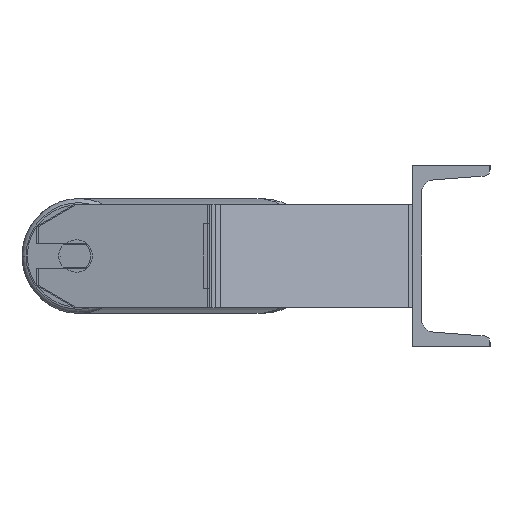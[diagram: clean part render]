
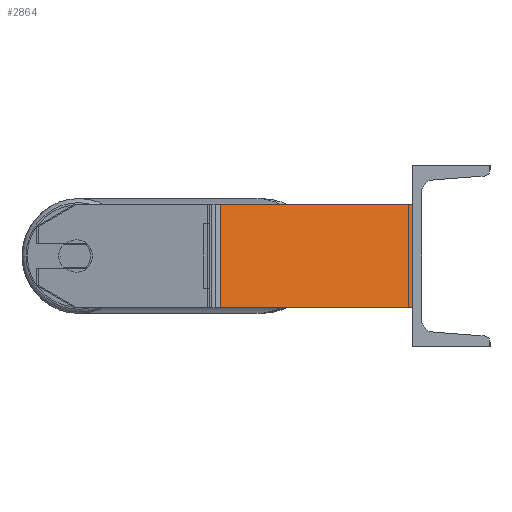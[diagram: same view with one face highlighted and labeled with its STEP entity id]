
A CAD part, left-side view. The second image highlights one B-rep face of the part: STEP entity #2864.
In plain terms, the highlighted planar face has unit normal (-0.906, -0.423, 0).
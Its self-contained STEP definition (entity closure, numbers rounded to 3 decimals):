
#231 = PLANE ( 'NONE',  #2322 ) ;
#852 = VERTEX_POINT ( 'NONE', #1049 ) ;
#1049 = CARTESIAN_POINT ( 'NONE',  ( -1254.42, 148.872, -40. ) ) ;
#1082 = LINE ( 'NONE', #8194, #1585 ) ;
#1174 = VERTEX_POINT ( 'NONE', #7935 ) ;
#1560 = FACE_OUTER_BOUND ( 'NONE', #4716, .T. ) ;
#1585 = VECTOR ( 'NONE', #6827, 1000. ) ;
#1641 = DIRECTION ( 'NONE',  ( 0., 0., -1. ) ) ;
#1951 = VECTOR ( 'NONE', #5732, 1000. ) ;
#2093 = LINE ( 'NONE', #4342, #1951 ) ;
#2249 = CARTESIAN_POINT ( 'NONE',  ( -1254.42, 148.872, 40. ) ) ;
#2322 = AXIS2_PLACEMENT_3D ( 'NONE', #2955, #3744, #7176 ) ;
#2332 = LINE ( 'NONE', #2249, #8440 ) ;
#2347 = ORIENTED_EDGE ( 'NONE', *, *, #3317, .T. ) ;
#2637 = EDGE_CURVE ( 'NONE', #6492, #1174, #1082, .T. ) ;
#2725 = VECTOR ( 'NONE', #8079, 1000. ) ;
#2864 = ADVANCED_FACE ( 'NONE', ( #1560 ), #231, .F. ) ;
#2955 = CARTESIAN_POINT ( 'NONE',  ( -1256.552, 153.444, 40. ) ) ;
#3317 = EDGE_CURVE ( 'NONE', #852, #1174, #7340, .T. ) ;
#3744 = DIRECTION ( 'NONE',  ( 0.906, 0.423, 0. ) ) ;
#4342 = CARTESIAN_POINT ( 'NONE',  ( -1256.552, 153.444, 40. ) ) ;
#4362 = CARTESIAN_POINT ( 'NONE',  ( -1185., 0., 40. ) ) ;
#4675 = CARTESIAN_POINT ( 'NONE',  ( -1256.552, 153.444, -40. ) ) ;
#4716 = EDGE_LOOP ( 'NONE', ( #2347, #7279, #8125, #8904 ) ) ;
#5171 = VERTEX_POINT ( 'NONE', #7199 ) ;
#5732 = DIRECTION ( 'NONE',  ( 0.423, -0.906, 0. ) ) ;
#6492 = VERTEX_POINT ( 'NONE', #4362 ) ;
#6827 = DIRECTION ( 'NONE',  ( 0., 0., -1. ) ) ;
#7176 = DIRECTION ( 'NONE',  ( -0.423, 0.906, 0. ) ) ;
#7199 = CARTESIAN_POINT ( 'NONE',  ( -1254.42, 148.872, 40. ) ) ;
#7279 = ORIENTED_EDGE ( 'NONE', *, *, #2637, .F. ) ;
#7340 = LINE ( 'NONE', #4675, #2725 ) ;
#7749 = EDGE_CURVE ( 'NONE', #5171, #852, #2332, .T. ) ;
#7935 = CARTESIAN_POINT ( 'NONE',  ( -1185., 0., -40. ) ) ;
#8079 = DIRECTION ( 'NONE',  ( 0.423, -0.906, 0. ) ) ;
#8125 = ORIENTED_EDGE ( 'NONE', *, *, #9095, .F. ) ;
#8194 = CARTESIAN_POINT ( 'NONE',  ( -1185., 0., 40. ) ) ;
#8440 = VECTOR ( 'NONE', #1641, 1000. ) ;
#8904 = ORIENTED_EDGE ( 'NONE', *, *, #7749, .T. ) ;
#9095 = EDGE_CURVE ( 'NONE', #5171, #6492, #2093, .T. ) ;
